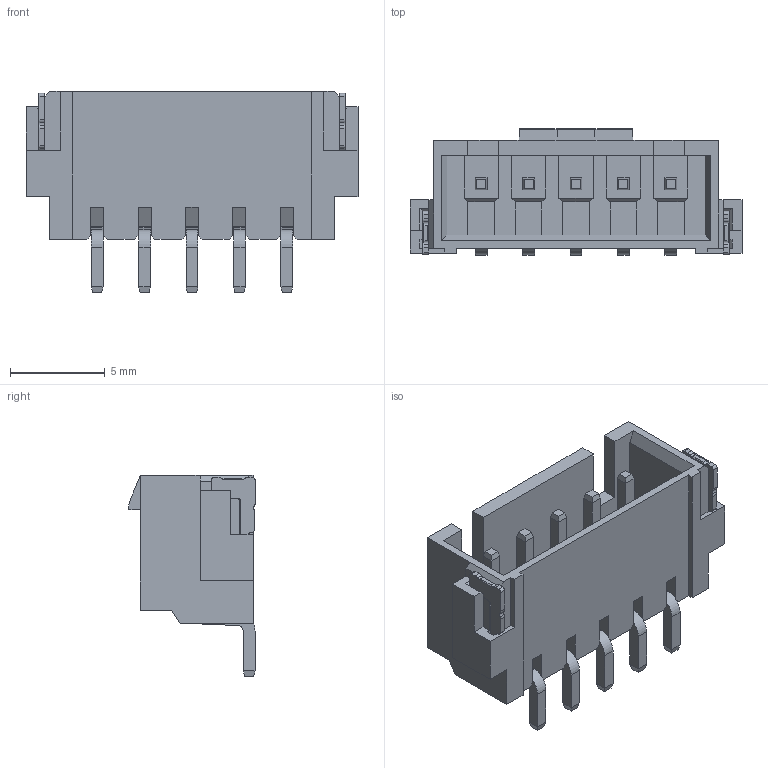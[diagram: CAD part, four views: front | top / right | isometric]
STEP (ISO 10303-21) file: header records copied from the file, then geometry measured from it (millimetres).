
FILE_DESCRIPTION((''),'2;1');
FILE_NAME('250-WTB-K-RA-SMT-5P','2020-08-19T',('Administrator'),(''),'PRO/ENGINEER BY PARAMETRIC TECHNOLOGY CORPORATION, 2009440','PRO/ENGINEER BY PARAMETRIC TECHNOLOGY CORPORATION, 2009440','');
FILE_SCHEMA(('CONFIG_CONTROL_DESIGN'));
Length unit declared in the file: millimetre
Products named in the file (1): 250-WTB-K-RA-SMT-5P
Bounding box: 17.5 x 6.65 x 10.6 mm (x, y, z)
Volume: 347.8 mm3; surface area: 941.3 mm2
Topology: 1 solids, 1 shells, 419 faces, 1146 edges, 732 vertices
Faces by surface type: plane 354, cylinder 65
Entity records: 13056 total; most frequent: CARTESIAN_POINT 2327, ORIENTED_EDGE 2292, DIRECTION 2104, EDGE_CURVE 1146, VECTOR 1010, LINE 1010, VERTEX_POINT 732, AXIS2_PLACEMENT_3D 547
